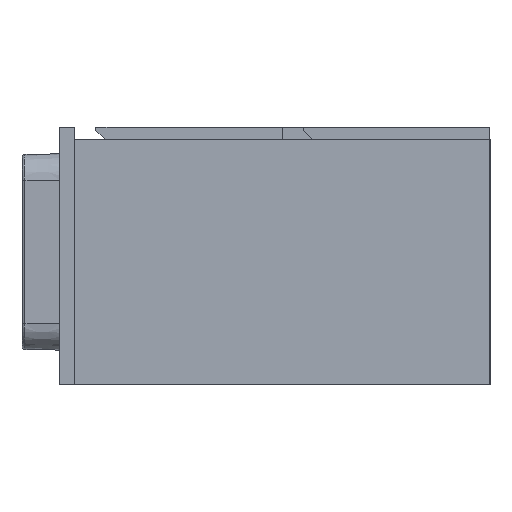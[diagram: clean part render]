
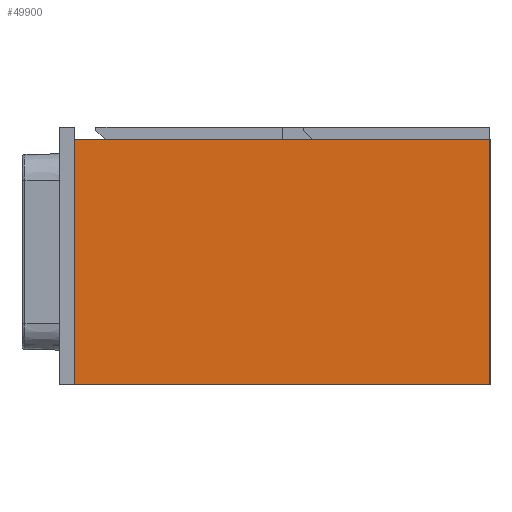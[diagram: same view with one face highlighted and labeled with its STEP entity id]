
A CAD part, left-side view. The second image highlights one B-rep face of the part: STEP entity #49900.
In plain terms, the highlighted planar face has unit normal (-1, 0, 0).
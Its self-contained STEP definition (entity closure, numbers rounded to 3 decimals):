
#433 = LINE ( 'NONE', #30698, #57010 ) ;
#1344 = DIRECTION ( 'NONE',  ( -1., 0., 0. ) ) ;
#1796 = DIRECTION ( 'NONE',  ( 0., 0., 1. ) ) ;
#2350 = CARTESIAN_POINT ( 'NONE',  ( -744., 275., 325. ) ) ;
#10036 = ORIENTED_EDGE ( 'NONE', *, *, #32164, .F. ) ;
#11181 = CARTESIAN_POINT ( 'NONE',  ( -744., 275., 0. ) ) ;
#16500 = PLANE ( 'NONE',  #67664 ) ;
#16737 = LINE ( 'NONE', #2350, #52875 ) ;
#19216 = CARTESIAN_POINT ( 'NONE',  ( -744., -275., 325. ) ) ;
#19595 = VERTEX_POINT ( 'NONE', #39665 ) ;
#22130 = VERTEX_POINT ( 'NONE', #11181 ) ;
#23809 = DIRECTION ( 'NONE',  ( 0., 0., -1. ) ) ;
#25832 = LINE ( 'NONE', #19216, #57025 ) ;
#26228 = VERTEX_POINT ( 'NONE', #63243 ) ;
#28564 = DIRECTION ( 'NONE',  ( 0., 0., -1. ) ) ;
#30698 = CARTESIAN_POINT ( 'NONE',  ( -744., 275., 325. ) ) ;
#31768 = FACE_OUTER_BOUND ( 'NONE', #53457, .T. ) ;
#32164 = EDGE_CURVE ( 'NONE', #19595, #22130, #55126, .T. ) ;
#37063 = ORIENTED_EDGE ( 'NONE', *, *, #60353, .T. ) ;
#37908 = VECTOR ( 'NONE', #66475, 1000. ) ;
#39665 = CARTESIAN_POINT ( 'NONE',  ( -744., -275., 0. ) ) ;
#39889 = CARTESIAN_POINT ( 'NONE',  ( -744., 275., 0. ) ) ;
#45267 = ORIENTED_EDGE ( 'NONE', *, *, #56729, .T. ) ;
#45568 = VERTEX_POINT ( 'NONE', #50346 ) ;
#48688 = DIRECTION ( 'NONE',  ( 0., 1., 0. ) ) ;
#49036 = CARTESIAN_POINT ( 'NONE',  ( -744., 275., 325. ) ) ;
#49900 = ADVANCED_FACE ( 'NONE', ( #31768 ), #16500, .T. ) ;
#50346 = CARTESIAN_POINT ( 'NONE',  ( -744., 275., 325. ) ) ;
#52875 = VECTOR ( 'NONE', #48688, 1000. ) ;
#53457 = EDGE_LOOP ( 'NONE', ( #10036, #53624, #37063, #45267 ) ) ;
#53624 = ORIENTED_EDGE ( 'NONE', *, *, #63769, .F. ) ;
#55126 = LINE ( 'NONE', #39889, #37908 ) ;
#56729 = EDGE_CURVE ( 'NONE', #45568, #22130, #433, .T. ) ;
#57010 = VECTOR ( 'NONE', #28564, 1000. ) ;
#57025 = VECTOR ( 'NONE', #23809, 1000. ) ;
#60353 = EDGE_CURVE ( 'NONE', #26228, #45568, #16737, .T. ) ;
#63243 = CARTESIAN_POINT ( 'NONE',  ( -744., -275., 325. ) ) ;
#63769 = EDGE_CURVE ( 'NONE', #26228, #19595, #25832, .T. ) ;
#66475 = DIRECTION ( 'NONE',  ( 0., 1., 0. ) ) ;
#67664 = AXIS2_PLACEMENT_3D ( 'NONE', #49036, #1344, #1796 ) ;
